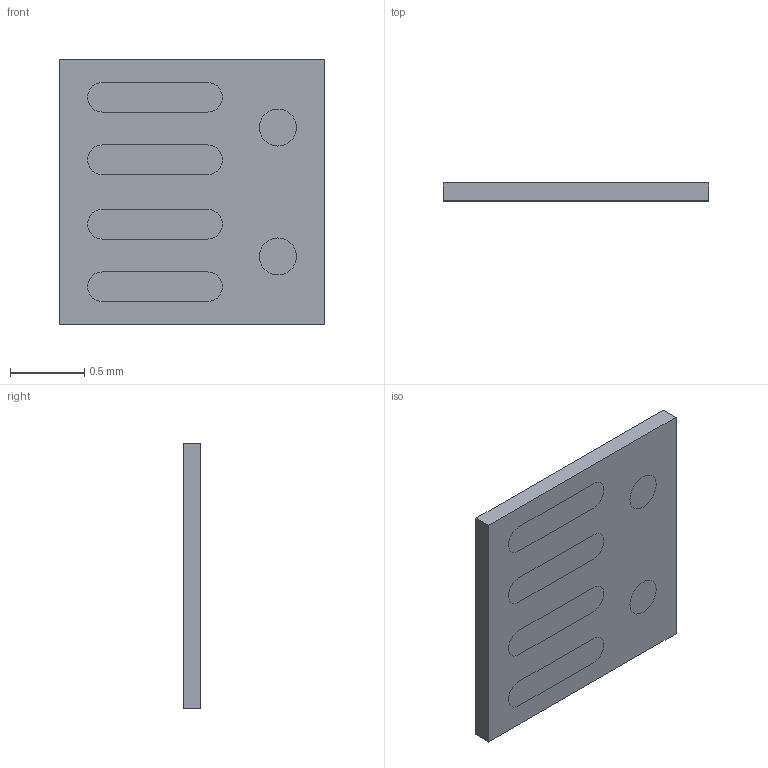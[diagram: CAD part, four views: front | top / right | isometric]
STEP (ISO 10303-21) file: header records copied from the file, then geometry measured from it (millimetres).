
FILE_DESCRIPTION(/* description */ ('Unknown'),/* implementation_level */ '2;1');
FILE_NAME(/* name */ 'X4-DSN1818-6',/* time_stamp */ '2023-04-11T09:43:14+08:00',/* author */ ('Unknown'),/* organization */ ('Unknown'),/* preprocessor_version */ 'ST-DEVELOPER v18.102',/* originating_system */ 'Solid Edge',/* authorisation */ 'Unknown');
FILE_SCHEMA (('AUTOMOTIVE_DESIGN {1 0 10303 214 3 1 1}'));
Length unit declared in the file: millimetre
Products named in the file (3): X4-DSN1818-6; Compound; pin
Assembly tree (2 placements, depth 2):
  X4-DSN1818-6
    Compound
    pin
Bounding box: 1.79 x 0.12 x 1.79 mm (x, y, z)
Volume: 0.4 mm3; surface area: 9.2 mm2
Topology: 7 solids, 7 shells, 60 faces, 124 edges, 84 vertices
Faces by surface type: plane 40, cylinder 20
Full cylindrical faces by diameter (mm): 0.25 x4
Entity records: 1645 total; most frequent: DIRECTION 282, CARTESIAN_POINT 259, ORIENTED_EDGE 232, EDGE_CURVE 116, AXIS2_PLACEMENT_3D 103, VERTEX_POINT 80, LINE 76, VECTOR 76
